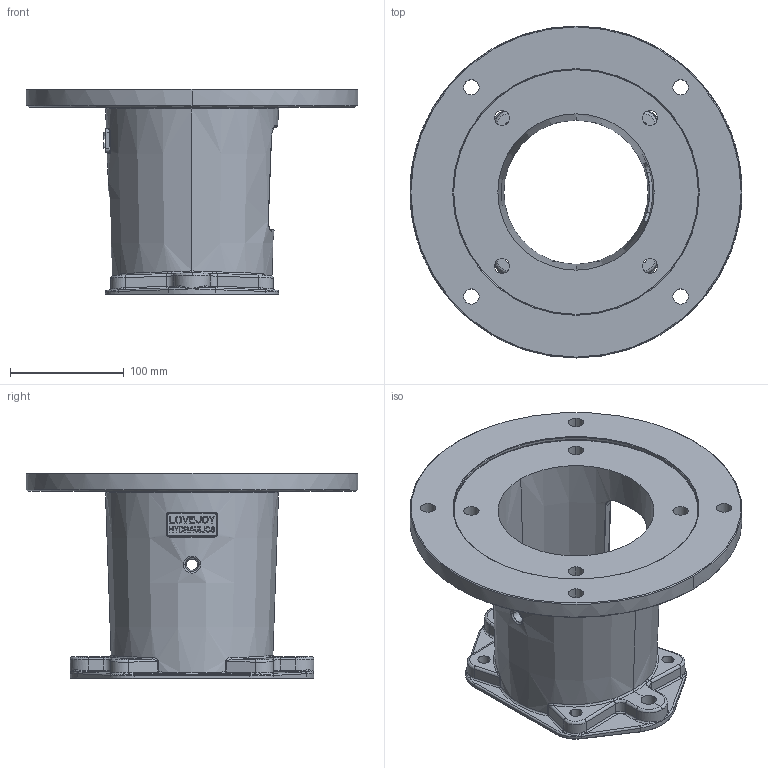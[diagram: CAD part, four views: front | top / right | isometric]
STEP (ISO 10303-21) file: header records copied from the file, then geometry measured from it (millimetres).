
FILE_DESCRIPTION((''),'2;1');
FILE_NAME('84527105235_ASM','2013-04-26T',('ppetruska'),(''),'PRO/ENGINEER BY PARAMETRIC TECHNOLOGY CORPORATION, 2012480','PRO/ENGINEER BY PARAMETRIC TECHNOLOGY CORPORATION, 2012480','');
FILE_SCHEMA(('CONFIG_CONTROL_DESIGN'));
Length unit declared in the file: inch
Products named in the file (3): 84527106043_AF2; 84527106051_AF1_ASM; 84527105235_ASM
Assembly tree (2 placements, depth 3):
  84527105235_ASM
    84527106051_AF1_ASM
      84527106043_AF2
Bounding box: 292.1 x 292.1 x 181.04 mm (x, y, z)
Volume: 1396592.4 mm3; surface area: 291204.9 mm2
Topology: 1 solids, 1 shells, 679 faces, 1775 edges, 1122 vertices
Faces by surface type: plane 433, bspline 105, cylinder 89, cone 34, torus 10, extrusion 4, sphere 4
Entity records: 26227 total; most frequent: CARTESIAN_POINT 10097, ORIENTED_EDGE 3550, DIRECTION 2958, EDGE_CURVE 1775, VECTOR 1296, LINE 1292, VERTEX_POINT 1122, AXIS2_PLACEMENT_3D 831
